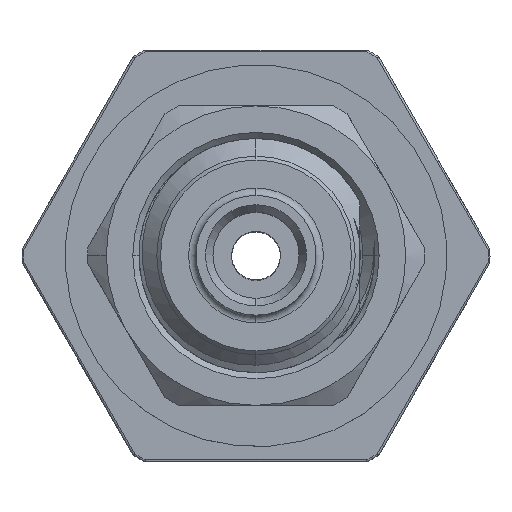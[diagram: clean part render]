
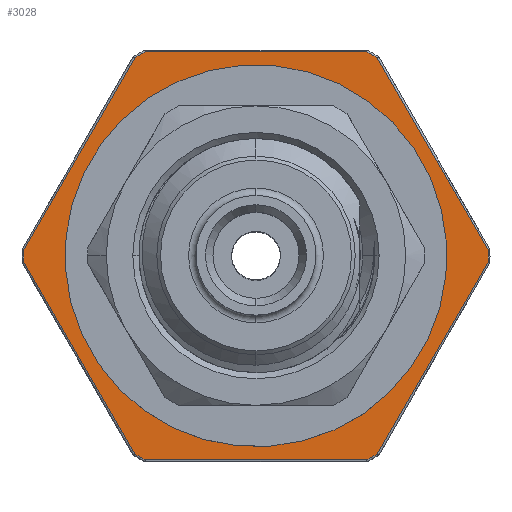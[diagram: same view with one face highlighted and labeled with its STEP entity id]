
A CAD part, top view. The second image highlights one B-rep face of the part: STEP entity #3028.
In plain terms, the highlighted planar face has unit normal (0, 0, 1).
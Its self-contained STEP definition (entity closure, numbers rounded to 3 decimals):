
#189 = VERTEX_POINT ( 'NONE', #7601 ) ;
#246 = CIRCLE ( 'NONE', #9487, 6.2 ) ;
#411 = DIRECTION ( 'NONE',  ( 0., 0., -1. ) ) ;
#589 = ORIENTED_EDGE ( 'NONE', *, *, #10389, .T. ) ;
#617 = CARTESIAN_POINT ( 'NONE',  ( 0., 0., 7.4 ) ) ;
#669 = ORIENTED_EDGE ( 'NONE', *, *, #1723, .T. ) ;
#762 = VERTEX_POINT ( 'NONE', #12248 ) ;
#861 = CIRCLE ( 'NONE', #9878, 4.9 ) ;
#981 = EDGE_CURVE ( 'NONE', #5300, #3975, #5764, .T. ) ;
#1062 = ORIENTED_EDGE ( 'NONE', *, *, #1605, .T. ) ;
#1385 = CARTESIAN_POINT ( 'NONE',  ( 6.198, 0.165, 7.4 ) ) ;
#1403 = VERTEX_POINT ( 'NONE', #1385 ) ;
#1605 = EDGE_CURVE ( 'NONE', #189, #1759, #1794, .T. ) ;
#1642 = DIRECTION ( 'NONE',  ( 0., 0., 1. ) ) ;
#1723 = EDGE_CURVE ( 'NONE', #1403, #5300, #7724, .T. ) ;
#1756 = DIRECTION ( 'NONE',  ( -1., 0., 0. ) ) ;
#1759 = VERTEX_POINT ( 'NONE', #6762 ) ;
#1794 = CIRCLE ( 'NONE', #3578, 6.2 ) ;
#1957 = VERTEX_POINT ( 'NONE', #10099 ) ;
#2013 = CARTESIAN_POINT ( 'NONE',  ( -6.842, 0.95, 7.4 ) ) ;
#2103 = ORIENTED_EDGE ( 'NONE', *, *, #8914, .T. ) ;
#2144 = DIRECTION ( 'NONE',  ( 0., 0., 1. ) ) ;
#2162 = EDGE_CURVE ( 'NONE', #762, #1957, #246, .T. ) ;
#2196 = ORIENTED_EDGE ( 'NONE', *, *, #7228, .T. ) ;
#2264 = FACE_OUTER_BOUND ( 'NONE', #4626, .T. ) ;
#2273 = CARTESIAN_POINT ( 'NONE',  ( 6.842, 0.95, 7.4 ) ) ;
#2499 = DIRECTION ( 'NONE',  ( 0., -1., 0. ) ) ;
#2530 = DIRECTION ( 'NONE',  ( 0.5, 0.866, 0. ) ) ;
#2707 = LINE ( 'NONE', #2013, #10513 ) ;
#2818 = EDGE_CURVE ( 'NONE', #11930, #7786, #861, .T. ) ;
#2874 = CIRCLE ( 'NONE', #9682, 4.9 ) ;
#3028 = ADVANCED_FACE ( 'NONE', ( #2264, #6893 ), #6082, .T. ) ;
#3119 = DIRECTION ( 'NONE',  ( -0.5, 0.866, 0. ) ) ;
#3244 = ORIENTED_EDGE ( 'NONE', *, *, #2162, .T. ) ;
#3269 = AXIS2_PLACEMENT_3D ( 'NONE', #8969, #2144, #4196 ) ;
#3457 = CARTESIAN_POINT ( 'NONE',  ( 6.198, -0.165, 7.4 ) ) ;
#3516 = DIRECTION ( 'NONE',  ( 0., 0., 1. ) ) ;
#3578 = AXIS2_PLACEMENT_3D ( 'NONE', #12391, #1642, #12149 ) ;
#3729 = DIRECTION ( 'NONE',  ( 0., 0., 1. ) ) ;
#3732 = DIRECTION ( 'NONE',  ( 0., 0., 1. ) ) ;
#3820 = CARTESIAN_POINT ( 'NONE',  ( 2.598, 6.4, 7.4 ) ) ;
#3902 = ORIENTED_EDGE ( 'NONE', *, *, #981, .T. ) ;
#3919 = EDGE_CURVE ( 'NONE', #1759, #7995, #12098, .T. ) ;
#3975 = VERTEX_POINT ( 'NONE', #8961 ) ;
#4089 = EDGE_CURVE ( 'NONE', #10980, #7402, #5068, .T. ) ;
#4196 = DIRECTION ( 'NONE',  ( 0., -1., 0. ) ) ;
#4259 = VECTOR ( 'NONE', #1756, 1000. ) ;
#4284 = VECTOR ( 'NONE', #5474, 1000. ) ;
#4564 = LINE ( 'NONE', #8225, #4259 ) ;
#4596 = CARTESIAN_POINT ( 'NONE',  ( -2.598, 6.4, 7.4 ) ) ;
#4613 = ORIENTED_EDGE ( 'NONE', *, *, #4089, .T. ) ;
#4626 = EDGE_LOOP ( 'NONE', ( #5812, #669, #3902, #6665, #1062, #11267, #7516, #2103, #4613, #589, #3244, #2196 ) ) ;
#4681 = AXIS2_PLACEMENT_3D ( 'NONE', #5386, #3516, #9167 ) ;
#4717 = CARTESIAN_POINT ( 'NONE',  ( 0., -4.9, 7.4 ) ) ;
#4898 = CARTESIAN_POINT ( 'NONE',  ( 0., 0., 7.4 ) ) ;
#5068 = CIRCLE ( 'NONE', #4681, 6.2 ) ;
#5140 = LINE ( 'NONE', #6966, #8407 ) ;
#5270 = LINE ( 'NONE', #2273, #11285 ) ;
#5300 = VERTEX_POINT ( 'NONE', #7851 ) ;
#5386 = CARTESIAN_POINT ( 'NONE',  ( 0., 0., 7.4 ) ) ;
#5474 = DIRECTION ( 'NONE',  ( -0.5, -0.866, 0. ) ) ;
#5672 = EDGE_CURVE ( 'NONE', #3975, #189, #4564, .T. ) ;
#5677 = DIRECTION ( 'NONE',  ( 0., -1., 0. ) ) ;
#5764 = CIRCLE ( 'NONE', #11806, 6.2 ) ;
#5792 = CARTESIAN_POINT ( 'NONE',  ( 0., 0., 7.4 ) ) ;
#5812 = ORIENTED_EDGE ( 'NONE', *, *, #9349, .T. ) ;
#6082 = PLANE ( 'NONE',  #3269 ) ;
#6093 = DIRECTION ( 'NONE',  ( 1., 0., 0. ) ) ;
#6256 = DIRECTION ( 'NONE',  ( 0., 1., 0. ) ) ;
#6429 = DIRECTION ( 'NONE',  ( 0., -1., 0. ) ) ;
#6464 = EDGE_LOOP ( 'NONE', ( #10270, #11886 ) ) ;
#6561 = VECTOR ( 'NONE', #3119, 1000. ) ;
#6623 = CARTESIAN_POINT ( 'NONE',  ( -6.198, 0.165, 7.4 ) ) ;
#6665 = ORIENTED_EDGE ( 'NONE', *, *, #5672, .T. ) ;
#6762 = CARTESIAN_POINT ( 'NONE',  ( -3.242, 5.285, 7.4 ) ) ;
#6817 = DIRECTION ( 'NONE',  ( 0.5, -0.866, 0. ) ) ;
#6893 = FACE_BOUND ( 'NONE', #6464, .T. ) ;
#6966 = CARTESIAN_POINT ( 'NONE',  ( 0., -5.45, 7.4 ) ) ;
#7228 = EDGE_CURVE ( 'NONE', #1957, #8851, #5270, .T. ) ;
#7402 = VERTEX_POINT ( 'NONE', #8089 ) ;
#7508 = DIRECTION ( 'NONE',  ( 0., -1., 0. ) ) ;
#7516 = ORIENTED_EDGE ( 'NONE', *, *, #10146, .T. ) ;
#7556 = DIRECTION ( 'NONE',  ( 0., 1., 0. ) ) ;
#7601 = CARTESIAN_POINT ( 'NONE',  ( -2.956, 5.45, 7.4 ) ) ;
#7724 = LINE ( 'NONE', #3820, #6561 ) ;
#7786 = VERTEX_POINT ( 'NONE', #9150 ) ;
#7798 = EDGE_CURVE ( 'NONE', #7786, #11930, #2874, .T. ) ;
#7851 = CARTESIAN_POINT ( 'NONE',  ( 3.242, 5.285, 7.4 ) ) ;
#7995 = VERTEX_POINT ( 'NONE', #6623 ) ;
#8089 = CARTESIAN_POINT ( 'NONE',  ( -2.956, -5.45, 7.4 ) ) ;
#8225 = CARTESIAN_POINT ( 'NONE',  ( 0., 5.45, 7.4 ) ) ;
#8407 = VECTOR ( 'NONE', #6093, 1000. ) ;
#8570 = CARTESIAN_POINT ( 'NONE',  ( 0., 0., 7.4 ) ) ;
#8788 = AXIS2_PLACEMENT_3D ( 'NONE', #617, #10907, #2499 ) ;
#8851 = VERTEX_POINT ( 'NONE', #3457 ) ;
#8914 = EDGE_CURVE ( 'NONE', #9576, #10980, #2707, .T. ) ;
#8961 = CARTESIAN_POINT ( 'NONE',  ( 2.956, 5.45, 7.4 ) ) ;
#8963 = CARTESIAN_POINT ( 'NONE',  ( -6.198, -0.165, 7.4 ) ) ;
#8969 = CARTESIAN_POINT ( 'NONE',  ( 0., 4.9, 7.4 ) ) ;
#9077 = AXIS2_PLACEMENT_3D ( 'NONE', #8570, #3729, #7508 ) ;
#9150 = CARTESIAN_POINT ( 'NONE',  ( 0., 4.9, 7.4 ) ) ;
#9167 = DIRECTION ( 'NONE',  ( 0., -1., 0. ) ) ;
#9349 = EDGE_CURVE ( 'NONE', #8851, #1403, #10874, .T. ) ;
#9487 = AXIS2_PLACEMENT_3D ( 'NONE', #5792, #3732, #5677 ) ;
#9576 = VERTEX_POINT ( 'NONE', #8963 ) ;
#9682 = AXIS2_PLACEMENT_3D ( 'NONE', #12057, #411, #6256 ) ;
#9878 = AXIS2_PLACEMENT_3D ( 'NONE', #4898, #12342, #7556 ) ;
#10018 = CARTESIAN_POINT ( 'NONE',  ( 0., 0., 7.4 ) ) ;
#10099 = CARTESIAN_POINT ( 'NONE',  ( 3.242, -5.285, 7.4 ) ) ;
#10146 = EDGE_CURVE ( 'NONE', #7995, #9576, #12431, .T. ) ;
#10270 = ORIENTED_EDGE ( 'NONE', *, *, #7798, .T. ) ;
#10389 = EDGE_CURVE ( 'NONE', #7402, #762, #5140, .T. ) ;
#10513 = VECTOR ( 'NONE', #6817, 1000. ) ;
#10761 = CARTESIAN_POINT ( 'NONE',  ( -3.242, -5.285, 7.4 ) ) ;
#10874 = CIRCLE ( 'NONE', #9077, 6.2 ) ;
#10907 = DIRECTION ( 'NONE',  ( 0., 0., 1. ) ) ;
#10980 = VERTEX_POINT ( 'NONE', #10761 ) ;
#11150 = DIRECTION ( 'NONE',  ( 0., 0., 1. ) ) ;
#11267 = ORIENTED_EDGE ( 'NONE', *, *, #3919, .T. ) ;
#11285 = VECTOR ( 'NONE', #2530, 1000. ) ;
#11806 = AXIS2_PLACEMENT_3D ( 'NONE', #10018, #11150, #6429 ) ;
#11886 = ORIENTED_EDGE ( 'NONE', *, *, #2818, .T. ) ;
#11930 = VERTEX_POINT ( 'NONE', #4717 ) ;
#12057 = CARTESIAN_POINT ( 'NONE',  ( 0., 0., 7.4 ) ) ;
#12098 = LINE ( 'NONE', #4596, #4284 ) ;
#12149 = DIRECTION ( 'NONE',  ( 0., -1., 0. ) ) ;
#12248 = CARTESIAN_POINT ( 'NONE',  ( 2.956, -5.45, 7.4 ) ) ;
#12342 = DIRECTION ( 'NONE',  ( 0., 0., -1. ) ) ;
#12391 = CARTESIAN_POINT ( 'NONE',  ( 0., 0., 7.4 ) ) ;
#12431 = CIRCLE ( 'NONE', #8788, 6.2 ) ;
